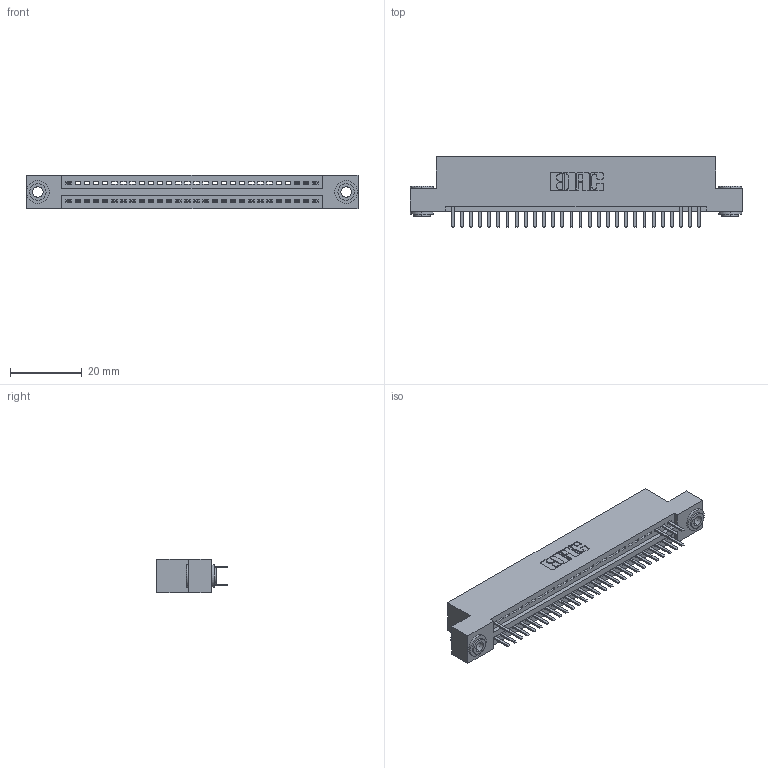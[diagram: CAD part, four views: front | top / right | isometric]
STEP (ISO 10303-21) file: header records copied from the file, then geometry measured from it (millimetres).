
FILE_DESCRIPTION (( 'STEP AP203' ), '1' );
FILE_NAME ('345-056-520-203.STEP', '2018-09-24T06:54:12', ( '' ), ( '' ), 'SwSTEP 2.0', 'SolidWorks 2016', '' );
FILE_SCHEMA (( 'CONFIG_CONTROL_DESIGN' ));
Length unit declared in the file: inch
Products named in the file (4): 345 Part_Flush Mounting Lugs - 0.156 Dia-TH; 345-292-001_345-293-120; 345-250-002_345-250-002-102; 345-056-520-203
Assembly tree (35 placements, depth 2):
  345-056-520-203
    345 Part_Flush Mounting Lugs - 0.156 Dia-TH
    345-292-001_345-293-120  x32
    345-250-002_345-250-002-102  x2
Bounding box: 92.33 x 19.68 x 9.4 mm (x, y, z)
Volume: 8628 mm3; surface area: 11432.1 mm2
Topology: 35 solids, 35 shells, 2084 faces, 6089 edges, 3970 vertices
Faces by surface type: plane 1378, cylinder 698, cone 8
Entity records: 23850 total; most frequent: CARTESIAN_POINT 4103, ORIENTED_EDGE 4042, DIRECTION 3627, EDGE_CURVE 2021, VECTOR 1749, LINE 1749, VERTEX_POINT 1342, AXIS2_PLACEMENT_3D 939
